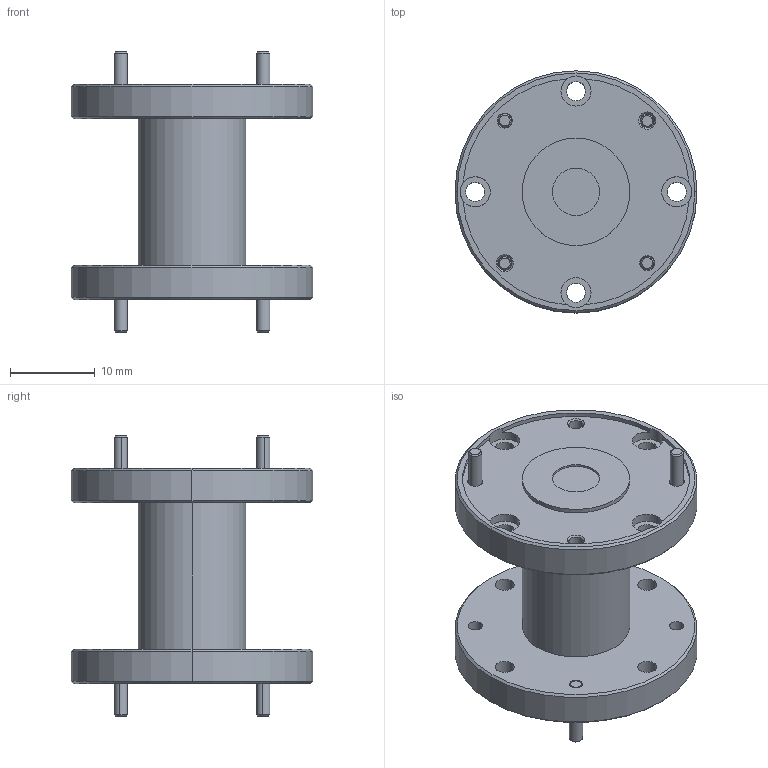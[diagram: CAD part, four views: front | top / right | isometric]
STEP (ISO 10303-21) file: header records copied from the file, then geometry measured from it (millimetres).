
FILE_DESCRIPTION (( 'STEP AP203' ), '1' );
FILE_NAME ('DMAS-219-111-A1.STEP', '2025-06-24T19:44:50', ( '' ), ( '' ), 'SwSTEP 2.0', 'SolidWorks 2021', '' );
FILE_SCHEMA (( 'CONFIG_CONTROL_DESIGN' ));
Length unit declared in the file: inch
Products named in the file (1): DMAS-219-111-A1
Bounding box: 28.57 x 28.57 x 33.15 mm (x, y, z)
Volume: 6770.7 mm3; surface area: 4262.7 mm2
Topology: 5 solids, 5 shells, 144 faces, 338 edges, 212 vertices
Faces by surface type: cylinder 78, cone 40, plane 26
Entity records: 4329 total; most frequent: DIRECTION 840, CARTESIAN_POINT 695, ORIENTED_EDGE 676, AXIS2_PLACEMENT_3D 357, EDGE_CURVE 338, VERTEX_POINT 212, CIRCLE 212, EDGE_LOOP 184
